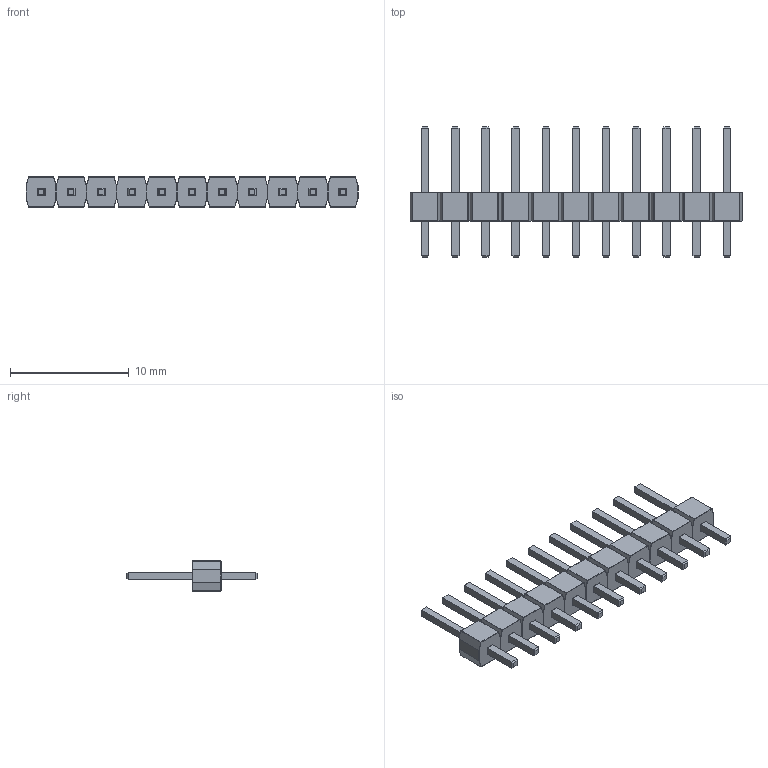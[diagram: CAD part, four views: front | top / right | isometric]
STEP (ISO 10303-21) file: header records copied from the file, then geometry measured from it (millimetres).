
FILE_DESCRIPTION (( 'STEP AP214' ), '1' );
FILE_NAME ('Male Header Pin Config.STEP', '2024-07-12T01:31:01', ( '' ), ( '' ), 'SwSTEP 2.0', 'SolidWorks 2024', '' );
FILE_SCHEMA (( 'AUTOMOTIVE_DESIGN' ));
Length unit declared in the file: millimetre
Products named in the file (3): Spacer; Male Header Pin Config; Male Header Pin
Assembly tree (22 placements, depth 2):
  Male Header Pin Config
    Spacer  x11
    Male Header Pin  x11
Bounding box: 27.94 x 10.95 x 2.54 mm (x, y, z)
Volume: 199.5 mm3; surface area: 749 mm2
Topology: 22 solids, 22 shells, 704 faces, 1496 edges, 792 vertices
Faces by surface type: plane 308, cylinder 308, sphere 88
Entity records: 1868 total; most frequent: CARTESIAN_POINT 341, DIRECTION 318, ORIENTED_EDGE 264, EDGE_CURVE 132, AXIS2_PLACEMENT_3D 113, VECTOR 92, LINE 92, VERTEX_POINT 72
